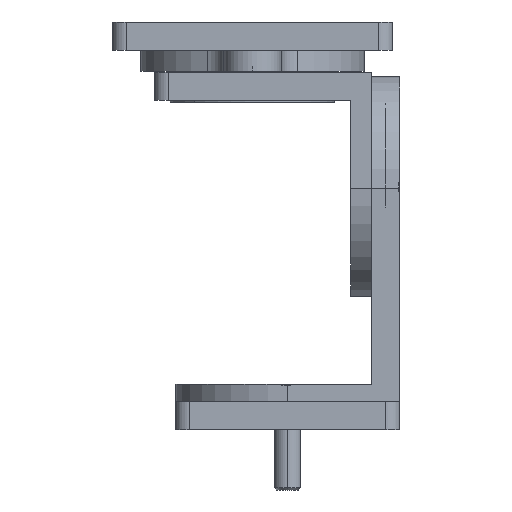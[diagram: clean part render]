
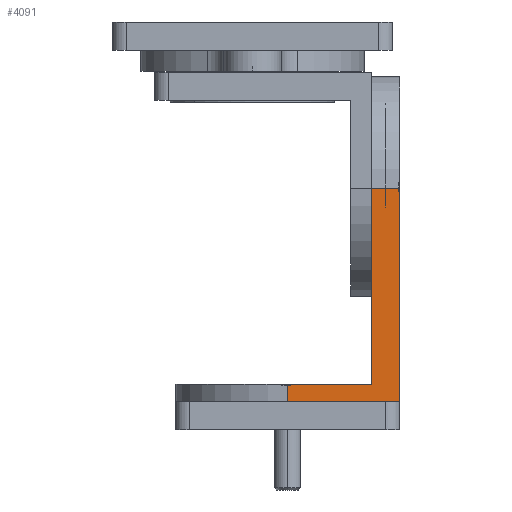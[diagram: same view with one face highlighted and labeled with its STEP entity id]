
A CAD part, left-side view. The second image highlights one B-rep face of the part: STEP entity #4091.
In plain terms, the highlighted face is planar.
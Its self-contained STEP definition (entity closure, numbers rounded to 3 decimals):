
#298 = CARTESIAN_POINT ( 'NONE',  ( 13.176, 50.8, -25.4 ) ) ;
#481 = CARTESIAN_POINT ( 'NONE',  ( 6.35, 25.876, -25.4 ) ) ;
#485 = VECTOR ( 'NONE', #5195, 1000. ) ;
#507 = ORIENTED_EDGE ( 'NONE', *, *, #4831, .F. ) ;
#694 = EDGE_CURVE ( 'NONE', #1857, #3572, #1566, .T. ) ;
#704 = EDGE_CURVE ( 'NONE', #7551, #2758, #4344, .T. ) ;
#731 = CARTESIAN_POINT ( 'NONE',  ( 25.4, 25.876, -25.4 ) ) ;
#1566 = LINE ( 'NONE', #1636, #6039 ) ;
#1636 = CARTESIAN_POINT ( 'NONE',  ( 0., 25.876, -25.4 ) ) ;
#1834 = CARTESIAN_POINT ( 'NONE',  ( 6.35, 6.35, -25.4 ) ) ;
#1857 = VERTEX_POINT ( 'NONE', #7294 ) ;
#1957 = DIRECTION ( 'NONE',  ( -1., 0., 0. ) ) ;
#2032 = EDGE_CURVE ( 'NONE', #6233, #5389, #2300, .T. ) ;
#2300 = LINE ( 'NONE', #731, #5357 ) ;
#2376 = ORIENTED_EDGE ( 'NONE', *, *, #7648, .F. ) ;
#2402 = AXIS2_PLACEMENT_3D ( 'NONE', #4964, #7883, #7908 ) ;
#2758 = VERTEX_POINT ( 'NONE', #5044 ) ;
#3105 = ORIENTED_EDGE ( 'NONE', *, *, #704, .F. ) ;
#3459 = LINE ( 'NONE', #298, #485 ) ;
#3572 = VERTEX_POINT ( 'NONE', #3642 ) ;
#3642 = CARTESIAN_POINT ( 'NONE',  ( 0., 2.381, -25.4 ) ) ;
#4056 = VECTOR ( 'NONE', #5944, 1000. ) ;
#4091 = ADVANCED_FACE ( 'NONE', ( #6060 ), #6652, .F. ) ;
#4246 = ORIENTED_EDGE ( 'NONE', *, *, #6905, .F. ) ;
#4344 = LINE ( 'NONE', #481, #4056 ) ;
#4633 = ORIENTED_EDGE ( 'NONE', *, *, #694, .F. ) ;
#4831 = EDGE_CURVE ( 'NONE', #5389, #7551, #7301, .T. ) ;
#4964 = CARTESIAN_POINT ( 'NONE',  ( 13.176, 25.876, -25.4 ) ) ;
#5044 = CARTESIAN_POINT ( 'NONE',  ( 6.35, 50.8, -25.4 ) ) ;
#5195 = DIRECTION ( 'NONE',  ( -1., 0., 0. ) ) ;
#5301 = VECTOR ( 'NONE', #1957, 1000. ) ;
#5357 = VECTOR ( 'NONE', #5576, 1000. ) ;
#5389 = VERTEX_POINT ( 'NONE', #5676 ) ;
#5460 = ORIENTED_EDGE ( 'NONE', *, *, #2032, .F. ) ;
#5576 = DIRECTION ( 'NONE',  ( 0., 1., 0. ) ) ;
#5676 = CARTESIAN_POINT ( 'NONE',  ( 25.4, 6.35, -25.4 ) ) ;
#5944 = DIRECTION ( 'NONE',  ( 0., 1., 0. ) ) ;
#6039 = VECTOR ( 'NONE', #7123, 1000. ) ;
#6060 = FACE_OUTER_BOUND ( 'NONE', #7754, .T. ) ;
#6233 = VERTEX_POINT ( 'NONE', #7026 ) ;
#6652 = PLANE ( 'NONE',  #2402 ) ;
#6742 = DIRECTION ( 'NONE',  ( 1., 0., 0. ) ) ;
#6905 = EDGE_CURVE ( 'NONE', #2758, #1857, #3459, .T. ) ;
#6955 = VECTOR ( 'NONE', #6742, 1000. ) ;
#7026 = CARTESIAN_POINT ( 'NONE',  ( 25.4, 2.381, -25.4 ) ) ;
#7056 = LINE ( 'NONE', #7449, #6955 ) ;
#7123 = DIRECTION ( 'NONE',  ( 0., -1., 0. ) ) ;
#7294 = CARTESIAN_POINT ( 'NONE',  ( 0., 50.8, -25.4 ) ) ;
#7301 = LINE ( 'NONE', #7501, #5301 ) ;
#7449 = CARTESIAN_POINT ( 'NONE',  ( 13.176, 2.381, -25.4 ) ) ;
#7501 = CARTESIAN_POINT ( 'NONE',  ( 6.35, 6.35, -25.4 ) ) ;
#7551 = VERTEX_POINT ( 'NONE', #1834 ) ;
#7648 = EDGE_CURVE ( 'NONE', #3572, #6233, #7056, .T. ) ;
#7754 = EDGE_LOOP ( 'NONE', ( #4246, #3105, #507, #5460, #2376, #4633 ) ) ;
#7883 = DIRECTION ( 'NONE',  ( 0., 0., 1. ) ) ;
#7908 = DIRECTION ( 'NONE',  ( 1., 0., 0. ) ) ;
